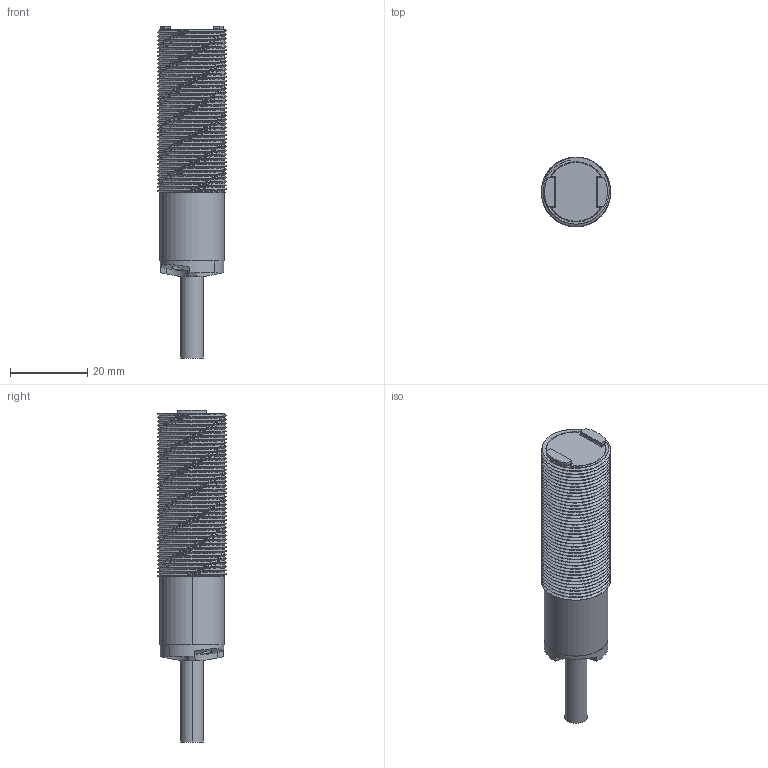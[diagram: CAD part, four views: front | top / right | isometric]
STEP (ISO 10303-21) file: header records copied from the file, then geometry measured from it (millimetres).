
FILE_DESCRIPTION((''),'2;1');
FILE_NAME('155362_SW','2011-02-03T',('banengservice'),('BANNER ENGINEERING'),'PRO/ENGINEER BY PARAMETRIC TECHNOLOGY CORPORATION, 2009141','PRO/ENGINEER BY PARAMETRIC TECHNOLOGY CORPORATION, 2009141','');
FILE_SCHEMA(('CONFIG_CONTROL_DESIGN'));
Length unit declared in the file: inch
Products named in the file (1): 155362_SW
Bounding box: 18 x 18 x 86.02 mm (x, y, z)
Volume: 6230.2 mm3; surface area: 12521.1 mm2
Topology: 1 solids, 1 shells, 370 faces, 1003 edges, 644 vertices
Faces by surface type: cylinder 168, plane 125, bspline 37, cone 34, revolution 4, torus 2
Entity records: 27247 total; most frequent: CARTESIAN_POINT 18368, ORIENTED_EDGE 1998, DIRECTION 1608, EDGE_CURVE 999, VERTEX_POINT 644, AXIS2_PLACEMENT_3D 559, VECTOR 486, LINE 486
